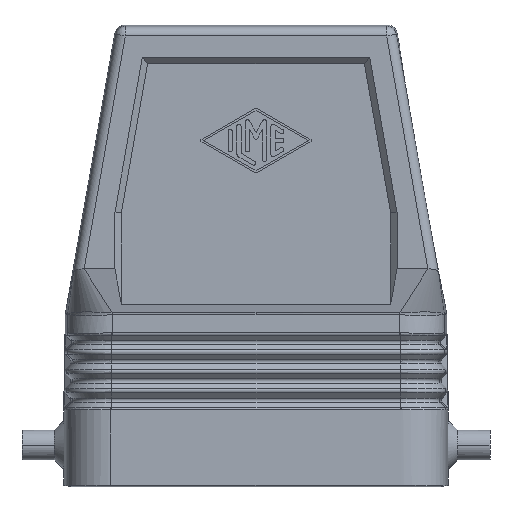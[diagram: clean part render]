
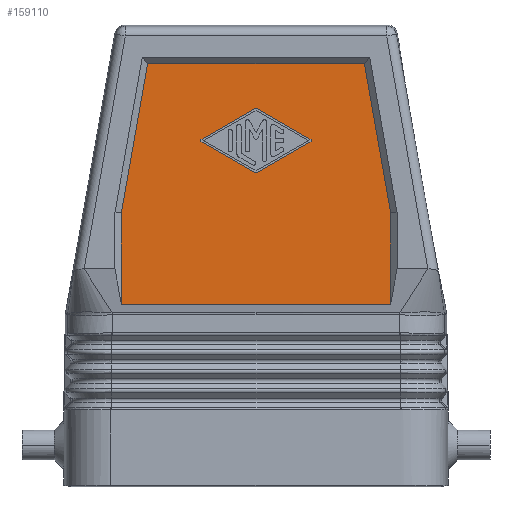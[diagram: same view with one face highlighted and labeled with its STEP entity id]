
A CAD part, left-side view. The second image highlights one B-rep face of the part: STEP entity #159110.
In plain terms, the highlighted planar face has unit normal (-1, 0, 0).
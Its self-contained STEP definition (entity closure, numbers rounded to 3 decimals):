
#55860=CARTESIAN_POINT('',(27.874,71.31,42.737));
#55870=VERTEX_POINT('',#55860);
#55900=CARTESIAN_POINT('',(27.874,71.31,12.));
#55910=DIRECTION('',(0.,0.,1.));
#55920=VECTOR('',#55910,1.);
#55930=LINE('',#55900,#55920);
#55940=CARTESIAN_POINT('',(27.874,71.31,28.452));
#55950=VERTEX_POINT('',#55940);
#55960=EDGE_CURVE('',#55950,#55870,#55930,.T.);
#74920=CARTESIAN_POINT('',(27.874,29.31,28.452));
#74930=VERTEX_POINT('',#74920);
#75510=CARTESIAN_POINT('',(27.874,0.,28.452));
#75520=DIRECTION('',(0.,1.,0.));
#75530=VECTOR('',#75520,1.);
#75540=LINE('',#75510,#75530);
#75550=EDGE_CURVE('',#74930,#55950,#75540,.T.);
#151480=CARTESIAN_POINT('',(27.874,29.31,42.737));
#151490=VERTEX_POINT('',#151480);
#151520=CARTESIAN_POINT('',(27.874,23.89,12.));
#151530=DIRECTION('',(0.,0.174,0.985));
#151540=VECTOR('',#151530,1.);
#151550=LINE('',#151520,#151540);
#151560=CARTESIAN_POINT('',(27.874,33.412,66.));
#151570=VERTEX_POINT('',#151560);
#151580=EDGE_CURVE('',#151490,#151570,#151550,.T.);
#158110=CARTESIAN_POINT('',(27.874,64.361,
44.579));
#158120=DIRECTION('',(1.,0.,0.));
#158130=DIRECTION('',(0.,1.,0.));
#158140=AXIS2_PLACEMENT_3D('',#158110,#158120,#158130);
#158150=PLANE('',#158140);
#158160=ORIENTED_EDGE('',*,*,#55960,.F.);
#158170=CARTESIAN_POINT('',(27.874,76.73,12.));
#158180=DIRECTION('',(0.,-0.174,0.985));
#158190=VECTOR('',#158180,1.);
#158200=LINE('',#158170,#158190);
#158210=CARTESIAN_POINT('',(27.874,67.208,66.));
#158220=VERTEX_POINT('',#158210);
#158230=EDGE_CURVE('',#55870,#158220,#158200,.T.);
#158240=ORIENTED_EDGE('',*,*,#158230,.F.);
#158250=CARTESIAN_POINT('',(27.874,0.,66.));
#158260=DIRECTION('',(0.,-1.,0.));
#158270=VECTOR('',#158260,1.);
#158280=LINE('',#158250,#158270);
#158290=EDGE_CURVE('',#158220,#151570,#158280,.T.);
#158300=ORIENTED_EDGE('',*,*,#158290,.F.);
#158310=ORIENTED_EDGE('',*,*,#151580,.T.);
#158320=CARTESIAN_POINT('',(27.874,29.31,12.));
#158330=DIRECTION('',(0.,0.,1.));
#158340=VECTOR('',#158330,1.);
#158350=LINE('',#158320,#158340);
#158360=EDGE_CURVE('',#74930,#151490,#158350,.T.);
#158370=ORIENTED_EDGE('',*,*,#158360,.T.);
#158380=ORIENTED_EDGE('',*,*,#75550,.F.);
#158390=EDGE_LOOP('',(#158380,#158370,#158310,#158300,#158240,#158160));
#158400=FACE_OUTER_BOUND('',#158390,.T.);
#158410=CARTESIAN_POINT('',(27.874,50.31,49.334));
#158420=DIRECTION('',(-1.,0.,0.));
#158430=DIRECTION('',(0.,-1.,0.));
#158440=AXIS2_PLACEMENT_3D('',#158410,#158420,#158430);
#158450=CIRCLE('',#158440,0.333);
#158460=CARTESIAN_POINT('',(27.874,50.475,
49.044));
#158470=VERTEX_POINT('',#158460);
#158480=CARTESIAN_POINT('',(27.874,50.145,
49.044));
#158490=VERTEX_POINT('',#158480);
#158500=EDGE_CURVE('',#158470,#158490,#158450,.T.);
#158510=ORIENTED_EDGE('',*,*,#158500,.F.);
#158520=CARTESIAN_POINT('',(27.874,0.,77.707));
#158530=DIRECTION('',(0.,-0.868,0.496));
#158540=VECTOR('',#158530,1.);
#158550=LINE('',#158520,#158540);
#158560=CARTESIAN_POINT('',(27.874,41.728,
53.855));
#158570=VERTEX_POINT('',#158560);
#158580=EDGE_CURVE('',#158490,#158570,#158550,.T.);
#158590=ORIENTED_EDGE('',*,*,#158580,.F.);
#158600=CARTESIAN_POINT('',(27.874,41.811,54.));
#158610=DIRECTION('',(-1.,0.,0.));
#158620=DIRECTION('',(0.,-1.,0.));
#158630=AXIS2_PLACEMENT_3D('',#158600,#158610,#158620);
#158640=CIRCLE('',#158630,0.167);
#158650=CARTESIAN_POINT('',(27.874,41.728,
54.145));
#158660=VERTEX_POINT('',#158650);
#158670=EDGE_CURVE('',#158570,#158660,#158640,.T.);
#158680=ORIENTED_EDGE('',*,*,#158670,.F.);
#158690=CARTESIAN_POINT('',(27.874,0.,30.293));
#158700=DIRECTION('',(0.,0.868,0.496));
#158710=VECTOR('',#158700,1.);
#158720=LINE('',#158690,#158710);
#158730=CARTESIAN_POINT('',(27.874,50.145,
58.956));
#158740=VERTEX_POINT('',#158730);
#158750=EDGE_CURVE('',#158660,#158740,#158720,.T.);
#158760=ORIENTED_EDGE('',*,*,#158750,.F.);
#158770=CARTESIAN_POINT('',(27.874,50.31,58.666));
#158780=DIRECTION('',(-1.,0.,0.));
#158790=DIRECTION('',(0.,-1.,0.));
#158800=AXIS2_PLACEMENT_3D('',#158770,#158780,#158790);
#158810=CIRCLE('',#158800,0.333);
#158820=CARTESIAN_POINT('',(27.874,50.475,
58.956));
#158830=VERTEX_POINT('',#158820);
#158840=EDGE_CURVE('',#158740,#158830,#158810,.T.);
#158850=ORIENTED_EDGE('',*,*,#158840,.F.);
#158860=CARTESIAN_POINT('',(27.874,0.,87.807));
#158870=DIRECTION('',(0.,0.868,-0.496));
#158880=VECTOR('',#158870,1.);
#158890=LINE('',#158860,#158880);
#158900=CARTESIAN_POINT('',(27.874,58.892,
54.145));
#158910=VERTEX_POINT('',#158900);
#158920=EDGE_CURVE('',#158830,#158910,#158890,.T.);
#158930=ORIENTED_EDGE('',*,*,#158920,.F.);
#158940=CARTESIAN_POINT('',(27.874,58.809,54.));
#158950=DIRECTION('',(-1.,0.,0.));
#158960=DIRECTION('',(0.,-1.,0.));
#158970=AXIS2_PLACEMENT_3D('',#158940,#158950,#158960);
#158980=CIRCLE('',#158970,0.167);
#158990=CARTESIAN_POINT('',(27.874,58.892,
53.855));
#159000=VERTEX_POINT('',#158990);
#159010=EDGE_CURVE('',#158910,#159000,#158980,.T.);
#159020=ORIENTED_EDGE('',*,*,#159010,.F.);
#159030=CARTESIAN_POINT('',(27.874,0.,20.193));
#159040=DIRECTION('',(0.,-0.868,-0.496));
#159050=VECTOR('',#159040,1.);
#159060=LINE('',#159030,#159050);
#159070=EDGE_CURVE('',#159000,#158470,#159060,.T.);
#159080=ORIENTED_EDGE('',*,*,#159070,.F.);
#159090=EDGE_LOOP('',(#159080,#159020,#158930,#158850,#158760,#158680,
#158590,#158510));
#159100=FACE_BOUND('',#159090,.T.);
#159110=ADVANCED_FACE('',(#158400,#159100),#158150,.F.);
